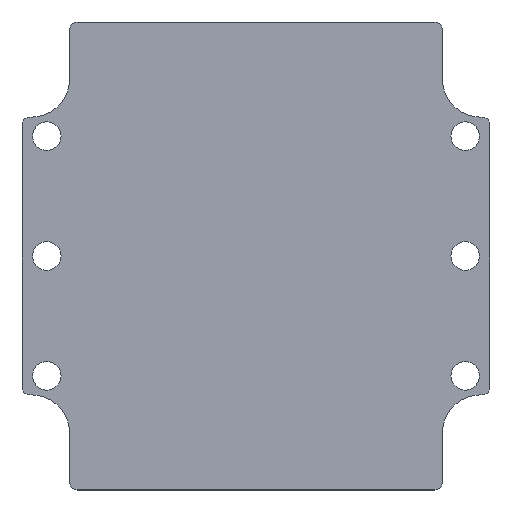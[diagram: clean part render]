
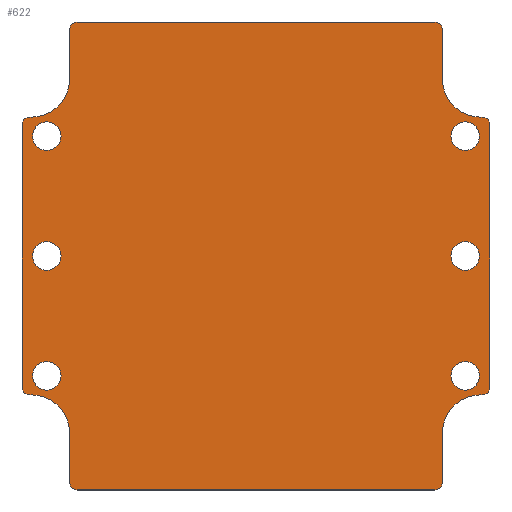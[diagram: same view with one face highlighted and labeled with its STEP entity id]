
A CAD part, top view. The second image highlights one B-rep face of the part: STEP entity #622.
In plain terms, the highlighted planar face has unit normal (0, 0, 1).
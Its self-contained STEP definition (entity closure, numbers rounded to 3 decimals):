
#29=LINE('',#973,#77);
#32=LINE('',#981,#80);
#35=LINE('',#989,#83);
#38=LINE('',#997,#86);
#41=LINE('',#1005,#89);
#44=LINE('',#1013,#92);
#47=LINE('',#1021,#95);
#50=LINE('',#1029,#98);
#53=LINE('',#1037,#101);
#56=LINE('',#1045,#104);
#59=LINE('',#1053,#107);
#62=LINE('',#1060,#110);
#77=VECTOR('',#783,10.);
#80=VECTOR('',#792,10.);
#83=VECTOR('',#801,10.);
#86=VECTOR('',#810,10.);
#89=VECTOR('',#819,10.);
#92=VECTOR('',#828,10.);
#95=VECTOR('',#837,10.);
#98=VECTOR('',#846,10.);
#101=VECTOR('',#855,10.);
#104=VECTOR('',#864,10.);
#107=VECTOR('',#873,10.);
#110=VECTOR('',#882,10.);
#124=PLANE('',#698);
#137=FACE_BOUND('',#219,.T.);
#138=FACE_BOUND('',#220,.T.);
#139=FACE_BOUND('',#221,.T.);
#140=FACE_BOUND('',#222,.T.);
#141=FACE_BOUND('',#223,.T.);
#142=FACE_BOUND('',#224,.T.);
#174=FACE_OUTER_BOUND('',#218,.T.);
#218=EDGE_LOOP('',(#543,#544,#545,#546,#547,#548,#549,#550,#551,#552,#553,
#554,#555,#556,#557,#558,#559,#560,#561,#562,#563,#564,#565,#566));
#219=EDGE_LOOP('',(#567));
#220=EDGE_LOOP('',(#568));
#221=EDGE_LOOP('',(#569));
#222=EDGE_LOOP('',(#570));
#223=EDGE_LOOP('',(#571));
#224=EDGE_LOOP('',(#572));
#226=CIRCLE('',#633,3.75);
#228=CIRCLE('',#636,3.75);
#230=CIRCLE('',#639,3.75);
#232=CIRCLE('',#642,3.75);
#234=CIRCLE('',#645,3.75);
#236=CIRCLE('',#648,3.75);
#249=CIRCLE('',#663,2.);
#250=CIRCLE('',#666,2.);
#251=CIRCLE('',#669,10.);
#252=CIRCLE('',#672,2.);
#253=CIRCLE('',#675,2.);
#254=CIRCLE('',#678,10.);
#255=CIRCLE('',#681,2.);
#256=CIRCLE('',#684,2.);
#257=CIRCLE('',#687,10.);
#258=CIRCLE('',#690,2.);
#259=CIRCLE('',#693,2.);
#260=CIRCLE('',#696,10.);
#262=VERTEX_POINT('',#889);
#264=VERTEX_POINT('',#894);
#266=VERTEX_POINT('',#899);
#268=VERTEX_POINT('',#904);
#270=VERTEX_POINT('',#909);
#272=VERTEX_POINT('',#914);
#297=VERTEX_POINT('',#966);
#298=VERTEX_POINT('',#967);
#299=VERTEX_POINT('',#972);
#300=VERTEX_POINT('',#976);
#301=VERTEX_POINT('',#980);
#302=VERTEX_POINT('',#984);
#303=VERTEX_POINT('',#988);
#304=VERTEX_POINT('',#992);
#305=VERTEX_POINT('',#996);
#306=VERTEX_POINT('',#1000);
#307=VERTEX_POINT('',#1004);
#308=VERTEX_POINT('',#1008);
#309=VERTEX_POINT('',#1012);
#310=VERTEX_POINT('',#1016);
#311=VERTEX_POINT('',#1020);
#312=VERTEX_POINT('',#1024);
#313=VERTEX_POINT('',#1028);
#314=VERTEX_POINT('',#1032);
#315=VERTEX_POINT('',#1036);
#316=VERTEX_POINT('',#1040);
#317=VERTEX_POINT('',#1044);
#318=VERTEX_POINT('',#1048);
#319=VERTEX_POINT('',#1052);
#320=VERTEX_POINT('',#1056);
#322=EDGE_CURVE('',#262,#262,#226,.T.);
#324=EDGE_CURVE('',#264,#264,#228,.T.);
#326=EDGE_CURVE('',#266,#266,#230,.T.);
#328=EDGE_CURVE('',#268,#268,#232,.T.);
#330=EDGE_CURVE('',#270,#270,#234,.T.);
#332=EDGE_CURVE('',#272,#272,#236,.T.);
#357=EDGE_CURVE('',#297,#298,#249,.T.);
#360=EDGE_CURVE('',#298,#299,#29,.T.);
#362=EDGE_CURVE('',#299,#300,#250,.T.);
#364=EDGE_CURVE('',#300,#301,#32,.T.);
#366=EDGE_CURVE('',#301,#302,#251,.T.);
#368=EDGE_CURVE('',#302,#303,#35,.T.);
#370=EDGE_CURVE('',#303,#304,#252,.T.);
#372=EDGE_CURVE('',#304,#305,#38,.T.);
#374=EDGE_CURVE('',#305,#306,#253,.T.);
#376=EDGE_CURVE('',#306,#307,#41,.T.);
#378=EDGE_CURVE('',#307,#308,#254,.T.);
#380=EDGE_CURVE('',#308,#309,#44,.T.);
#382=EDGE_CURVE('',#309,#310,#255,.T.);
#384=EDGE_CURVE('',#310,#311,#47,.T.);
#386=EDGE_CURVE('',#311,#312,#256,.T.);
#388=EDGE_CURVE('',#312,#313,#50,.T.);
#390=EDGE_CURVE('',#313,#314,#257,.T.);
#392=EDGE_CURVE('',#314,#315,#53,.T.);
#394=EDGE_CURVE('',#315,#316,#258,.T.);
#396=EDGE_CURVE('',#316,#317,#56,.T.);
#398=EDGE_CURVE('',#317,#318,#259,.T.);
#400=EDGE_CURVE('',#318,#319,#59,.T.);
#402=EDGE_CURVE('',#319,#320,#260,.T.);
#404=EDGE_CURVE('',#320,#297,#62,.T.);
#543=ORIENTED_EDGE('',*,*,#357,.F.);
#544=ORIENTED_EDGE('',*,*,#404,.F.);
#545=ORIENTED_EDGE('',*,*,#402,.F.);
#546=ORIENTED_EDGE('',*,*,#400,.F.);
#547=ORIENTED_EDGE('',*,*,#398,.F.);
#548=ORIENTED_EDGE('',*,*,#396,.F.);
#549=ORIENTED_EDGE('',*,*,#394,.F.);
#550=ORIENTED_EDGE('',*,*,#392,.F.);
#551=ORIENTED_EDGE('',*,*,#390,.F.);
#552=ORIENTED_EDGE('',*,*,#388,.F.);
#553=ORIENTED_EDGE('',*,*,#386,.F.);
#554=ORIENTED_EDGE('',*,*,#384,.F.);
#555=ORIENTED_EDGE('',*,*,#382,.F.);
#556=ORIENTED_EDGE('',*,*,#380,.F.);
#557=ORIENTED_EDGE('',*,*,#378,.F.);
#558=ORIENTED_EDGE('',*,*,#376,.F.);
#559=ORIENTED_EDGE('',*,*,#374,.F.);
#560=ORIENTED_EDGE('',*,*,#372,.F.);
#561=ORIENTED_EDGE('',*,*,#370,.F.);
#562=ORIENTED_EDGE('',*,*,#368,.F.);
#563=ORIENTED_EDGE('',*,*,#366,.F.);
#564=ORIENTED_EDGE('',*,*,#364,.F.);
#565=ORIENTED_EDGE('',*,*,#362,.F.);
#566=ORIENTED_EDGE('',*,*,#360,.F.);
#567=ORIENTED_EDGE('',*,*,#322,.T.);
#568=ORIENTED_EDGE('',*,*,#324,.T.);
#569=ORIENTED_EDGE('',*,*,#326,.T.);
#570=ORIENTED_EDGE('',*,*,#328,.T.);
#571=ORIENTED_EDGE('',*,*,#330,.T.);
#572=ORIENTED_EDGE('',*,*,#332,.T.);
#622=ADVANCED_FACE('',(#174,#137,#138,#139,#140,#141,#142),#124,.T.);
#633=AXIS2_PLACEMENT_3D('',#890,#705,#706);
#636=AXIS2_PLACEMENT_3D('',#895,#711,#712);
#639=AXIS2_PLACEMENT_3D('',#900,#717,#718);
#642=AXIS2_PLACEMENT_3D('',#905,#723,#724);
#645=AXIS2_PLACEMENT_3D('',#910,#729,#730);
#648=AXIS2_PLACEMENT_3D('',#915,#735,#736);
#663=AXIS2_PLACEMENT_3D('',#968,#777,#778);
#666=AXIS2_PLACEMENT_3D('',#977,#787,#788);
#669=AXIS2_PLACEMENT_3D('',#985,#796,#797);
#672=AXIS2_PLACEMENT_3D('',#993,#805,#806);
#675=AXIS2_PLACEMENT_3D('',#1001,#814,#815);
#678=AXIS2_PLACEMENT_3D('',#1009,#823,#824);
#681=AXIS2_PLACEMENT_3D('',#1017,#832,#833);
#684=AXIS2_PLACEMENT_3D('',#1025,#841,#842);
#687=AXIS2_PLACEMENT_3D('',#1033,#850,#851);
#690=AXIS2_PLACEMENT_3D('',#1041,#859,#860);
#693=AXIS2_PLACEMENT_3D('',#1049,#868,#869);
#696=AXIS2_PLACEMENT_3D('',#1057,#877,#878);
#698=AXIS2_PLACEMENT_3D('',#1061,#883,#884);
#705=DIRECTION('center_axis',(0.,0.,-1.));
#706=DIRECTION('ref_axis',(-1.,0.,0.));
#711=DIRECTION('center_axis',(0.,0.,-1.));
#712=DIRECTION('ref_axis',(-1.,0.,0.));
#717=DIRECTION('center_axis',(0.,0.,-1.));
#718=DIRECTION('ref_axis',(-1.,0.,0.));
#723=DIRECTION('center_axis',(0.,0.,-1.));
#724=DIRECTION('ref_axis',(-1.,0.,0.));
#729=DIRECTION('center_axis',(0.,0.,-1.));
#730=DIRECTION('ref_axis',(-1.,0.,0.));
#735=DIRECTION('center_axis',(0.,0.,-1.));
#736=DIRECTION('ref_axis',(-1.,0.,0.));
#777=DIRECTION('center_axis',(0.,0.,-1.));
#778=DIRECTION('ref_axis',(0.,-1.,0.));
#783=DIRECTION('',(1.,0.,0.));
#787=DIRECTION('center_axis',(0.,0.,-1.));
#788=DIRECTION('ref_axis',(-1.,0.,0.));
#792=DIRECTION('',(0.,-1.,0.));
#796=DIRECTION('center_axis',(0.,0.,1.));
#797=DIRECTION('ref_axis',(-1.,0.,0.));
#801=DIRECTION('',(1.,0.,0.));
#805=DIRECTION('center_axis',(0.,0.,-1.));
#806=DIRECTION('ref_axis',(-1.,0.,0.));
#810=DIRECTION('',(0.,-1.,0.));
#814=DIRECTION('center_axis',(0.,0.,-1.));
#815=DIRECTION('ref_axis',(0.,1.,0.));
#819=DIRECTION('',(-1.,0.,0.));
#823=DIRECTION('center_axis',(0.,0.,1.));
#824=DIRECTION('ref_axis',(0.,1.,0.));
#828=DIRECTION('',(0.,-1.,0.));
#832=DIRECTION('center_axis',(0.,0.,-1.));
#833=DIRECTION('ref_axis',(0.,1.,0.));
#837=DIRECTION('',(-1.,0.,0.));
#841=DIRECTION('center_axis',(0.,0.,-1.));
#842=DIRECTION('ref_axis',(1.,0.,0.));
#846=DIRECTION('',(0.,1.,0.));
#850=DIRECTION('center_axis',(0.,0.,1.));
#851=DIRECTION('ref_axis',(1.,0.,0.));
#855=DIRECTION('',(-1.,0.,0.));
#859=DIRECTION('center_axis',(0.,0.,-1.));
#860=DIRECTION('ref_axis',(1.,0.,0.));
#864=DIRECTION('',(0.,1.,0.));
#868=DIRECTION('center_axis',(0.,0.,-1.));
#869=DIRECTION('ref_axis',(0.,-1.,0.));
#873=DIRECTION('',(1.,0.,0.));
#877=DIRECTION('center_axis',(0.,0.,1.));
#878=DIRECTION('ref_axis',(0.,-1.,0.));
#882=DIRECTION('',(0.,1.,0.));
#883=DIRECTION('center_axis',(0.,0.,1.));
#884=DIRECTION('ref_axis',(1.,0.,0.));
#889=CARTESIAN_POINT('',(58.75,-31.5,0.75));
#890=CARTESIAN_POINT('Origin',(55.,-31.5,0.75));
#894=CARTESIAN_POINT('',(58.75,0.,0.75));
#895=CARTESIAN_POINT('Origin',(55.,0.,0.75));
#899=CARTESIAN_POINT('',(58.75,31.5,0.75));
#900=CARTESIAN_POINT('Origin',(55.,31.5,0.75));
#904=CARTESIAN_POINT('',(-51.25,-31.5,0.75));
#905=CARTESIAN_POINT('Origin',(-55.,-31.5,0.75));
#909=CARTESIAN_POINT('',(-51.25,0.,0.75));
#910=CARTESIAN_POINT('Origin',(-55.,0.,0.75));
#914=CARTESIAN_POINT('',(-51.25,31.5,0.75));
#915=CARTESIAN_POINT('Origin',(-55.,31.5,0.75));
#966=CARTESIAN_POINT('',(-49.,59.5,0.75));
#967=CARTESIAN_POINT('',(-47.,61.5,0.75));
#968=CARTESIAN_POINT('Origin',(-47.,59.5,0.75));
#972=CARTESIAN_POINT('',(47.,61.5,0.75));
#973=CARTESIAN_POINT('',(-47.,61.5,0.75));
#976=CARTESIAN_POINT('',(49.,59.5,0.75));
#977=CARTESIAN_POINT('Origin',(47.,59.5,0.75));
#980=CARTESIAN_POINT('',(49.,46.5,0.75));
#981=CARTESIAN_POINT('',(49.,59.5,0.75));
#984=CARTESIAN_POINT('',(59.,36.5,0.75));
#985=CARTESIAN_POINT('Origin',(59.,46.5,0.75));
#988=CARTESIAN_POINT('',(59.5,36.5,0.75));
#989=CARTESIAN_POINT('',(59.,36.5,0.75));
#992=CARTESIAN_POINT('',(61.5,34.5,0.75));
#993=CARTESIAN_POINT('Origin',(59.5,34.5,0.75));
#996=CARTESIAN_POINT('',(61.5,-34.5,0.75));
#997=CARTESIAN_POINT('',(61.5,34.5,0.75));
#1000=CARTESIAN_POINT('',(59.5,-36.5,0.75));
#1001=CARTESIAN_POINT('Origin',(59.5,-34.5,0.75));
#1004=CARTESIAN_POINT('',(59.,-36.5,0.75));
#1005=CARTESIAN_POINT('',(59.5,-36.5,0.75));
#1008=CARTESIAN_POINT('',(49.,-46.5,0.75));
#1009=CARTESIAN_POINT('Origin',(59.,-46.5,0.75));
#1012=CARTESIAN_POINT('',(49.,-59.5,0.75));
#1013=CARTESIAN_POINT('',(49.,-46.5,0.75));
#1016=CARTESIAN_POINT('',(47.,-61.5,0.75));
#1017=CARTESIAN_POINT('Origin',(47.,-59.5,0.75));
#1020=CARTESIAN_POINT('',(-47.,-61.5,0.75));
#1021=CARTESIAN_POINT('',(47.,-61.5,0.75));
#1024=CARTESIAN_POINT('',(-49.,-59.5,0.75));
#1025=CARTESIAN_POINT('Origin',(-47.,-59.5,0.75));
#1028=CARTESIAN_POINT('',(-49.,-46.5,0.75));
#1029=CARTESIAN_POINT('',(-49.,-59.5,0.75));
#1032=CARTESIAN_POINT('',(-59.,-36.5,0.75));
#1033=CARTESIAN_POINT('Origin',(-59.,-46.5,0.75));
#1036=CARTESIAN_POINT('',(-59.5,-36.5,0.75));
#1037=CARTESIAN_POINT('',(-59.,-36.5,0.75));
#1040=CARTESIAN_POINT('',(-61.5,-34.5,0.75));
#1041=CARTESIAN_POINT('Origin',(-59.5,-34.5,0.75));
#1044=CARTESIAN_POINT('',(-61.5,34.5,0.75));
#1045=CARTESIAN_POINT('',(-61.5,-34.5,0.75));
#1048=CARTESIAN_POINT('',(-59.5,36.5,0.75));
#1049=CARTESIAN_POINT('Origin',(-59.5,34.5,0.75));
#1052=CARTESIAN_POINT('',(-59.,36.5,0.75));
#1053=CARTESIAN_POINT('',(-59.5,36.5,0.75));
#1056=CARTESIAN_POINT('',(-49.,46.5,0.75));
#1057=CARTESIAN_POINT('Origin',(-59.,46.5,0.75));
#1060=CARTESIAN_POINT('',(-49.,46.5,0.75));
#1061=CARTESIAN_POINT('Origin',(0.,0.,
0.75));
